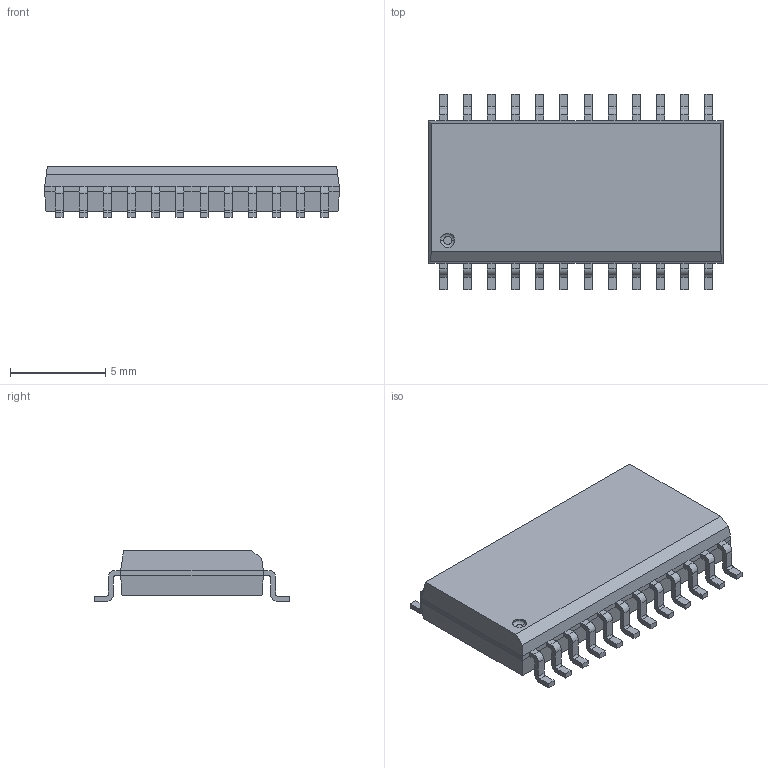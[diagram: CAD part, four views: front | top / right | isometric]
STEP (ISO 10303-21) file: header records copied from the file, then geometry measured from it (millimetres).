
FILE_DESCRIPTION (( 'STEP AP214' ), '1' );
FILE_NAME ('A198C3A2-AE09-4FD2-B4A2-FCE7646B361F.STEP', '2008-06-19T10:03:28', ( 'sysAdmin' ), ( 'SolidWorks' ), 'SwSTEP 2.0', 'SolidWorks 2008', '' );
FILE_SCHEMA (( 'AUTOMOTIVE_DESIGN' ));
Length unit declared in the file: millimetre
Products named in the file (1): A198C3A2-AE09-4FD2-B4A2-FCE7646B361F
Bounding box: 15.5 x 10.3 x 2.65 mm (x, y, z)
Volume: 273.4 mm3; surface area: 411.9 mm2
Topology: 1 solids, 1 shells, 356 faces, 953 edges, 600 vertices
Faces by surface type: plane 256, cylinder 98, torus 2
Entity records: 11436 total; most frequent: CARTESIAN_POINT 1910, ORIENTED_EDGE 1906, DIRECTION 1867, EDGE_CURVE 953, VECTOR 753, LINE 753, VERTEX_POINT 600, AXIS2_PLACEMENT_3D 557
